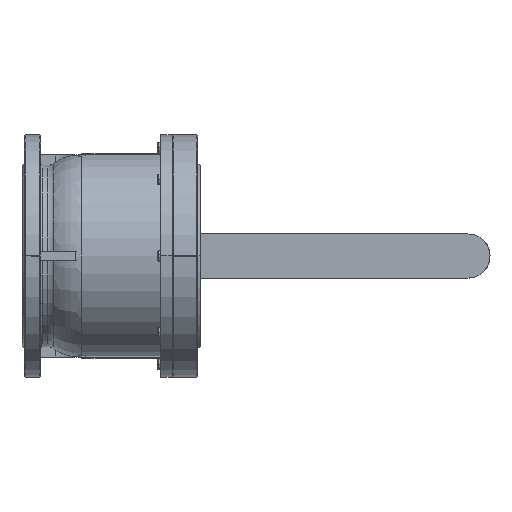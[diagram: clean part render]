
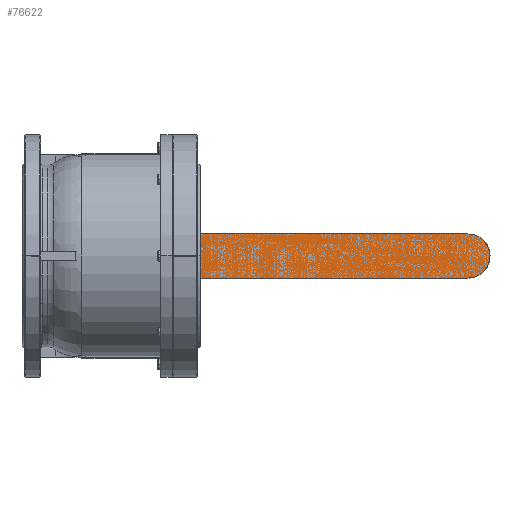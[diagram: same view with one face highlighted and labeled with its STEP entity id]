
A CAD part, front view. The second image highlights one B-rep face of the part: STEP entity #76622.
In plain terms, the highlighted planar face has unit normal (0, 1, 0).
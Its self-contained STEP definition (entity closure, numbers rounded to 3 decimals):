
#5346=LINE('',#149086,#14787);
#5347=LINE('',#149088,#14788);
#5348=LINE('',#149090,#14789);
#14787=VECTOR('',#113663,1000.);
#14788=VECTOR('',#113664,1000.);
#14789=VECTOR('',#113665,1000.);
#20413=PLANE('',#100601);
#22845=B_SPLINE_CURVE_WITH_KNOTS('',3,(#149073,#149074,#149075,#149076,
#149077,#149078,#149079,#149080,#149081,#149082,#149083),.UNSPECIFIED.,
 .F.,.F.,(4,1,1,1,1,1,1,1,4),(0.,0.125,0.25,0.375,0.5,0.625,0.75,0.875,
1.),.UNSPECIFIED.);
#30877=ORIENTED_EDGE('',*,*,#46778,.T.);
#30878=ORIENTED_EDGE('',*,*,#46779,.T.);
#30879=ORIENTED_EDGE('',*,*,#46780,.T.);
#30880=ORIENTED_EDGE('',*,*,#46781,.T.);
#46778=EDGE_CURVE('',#59564,#59565,#22845,.T.);
#46779=EDGE_CURVE('',#59565,#59566,#5346,.T.);
#46780=EDGE_CURVE('',#59566,#59567,#5347,.T.);
#46781=EDGE_CURVE('',#59567,#59564,#5348,.T.);
#59564=VERTEX_POINT('',#149084);
#59565=VERTEX_POINT('',#149085);
#59566=VERTEX_POINT('',#149087);
#59567=VERTEX_POINT('',#149089);
#68319=EDGE_LOOP('',(#30877,#30878,#30879,#30880));
#72351=FACE_BOUND('',#68319,.T.);
#76622=ADVANCED_FACE('',(#72351),#20413,.T.);
#100601=AXIS2_PLACEMENT_3D('',#149072,#113661,#113662);
#113661=DIRECTION('',(0.,1.,0.));
#113662=DIRECTION('',(1.,0.,0.));
#113663=DIRECTION('',(-1.,0.,0.));
#113664=DIRECTION('',(0.,0.,1.));
#113665=DIRECTION('',(1.,0.,0.));
#149072=CARTESIAN_POINT('',(72.58,194.,27.04));
#149073=CARTESIAN_POINT('',(425.,194.,26.));
#149074=CARTESIAN_POINT('',(428.395,194.,26.007));
#149075=CARTESIAN_POINT('',(435.212,194.,24.643));
#149076=CARTESIAN_POINT('',(443.862,194.,18.864));
#149077=CARTESIAN_POINT('',(449.646,194.,10.209));
#149078=CARTESIAN_POINT('',(451.677,194.,0.));
#149079=CARTESIAN_POINT('',(449.646,194.,-10.209));
#149080=CARTESIAN_POINT('',(443.862,194.,-18.864));
#149081=CARTESIAN_POINT('',(435.212,194.,-24.643));
#149082=CARTESIAN_POINT('',(428.396,194.,-26.007));
#149083=CARTESIAN_POINT('',(425.,194.,-26.));
#149084=CARTESIAN_POINT('',(425.,194.,26.));
#149085=CARTESIAN_POINT('',(425.,194.,-26.));
#149086=CARTESIAN_POINT('',(265.5,194.,-26.));
#149087=CARTESIAN_POINT('',(80.,194.,-26.));
#149088=CARTESIAN_POINT('',(80.,194.,0.));
#149089=CARTESIAN_POINT('',(80.,194.,26.));
#149090=CARTESIAN_POINT('',(265.5,194.,26.));
